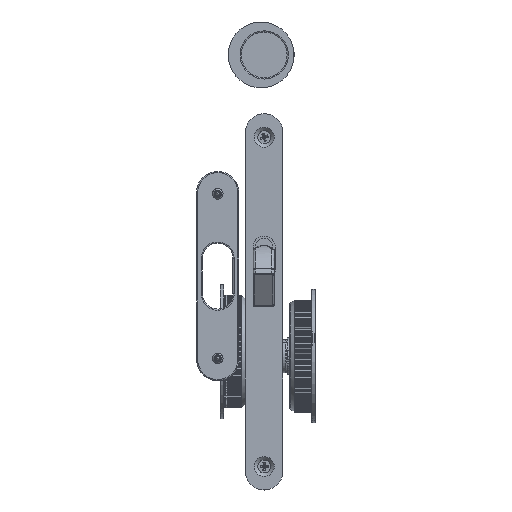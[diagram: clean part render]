
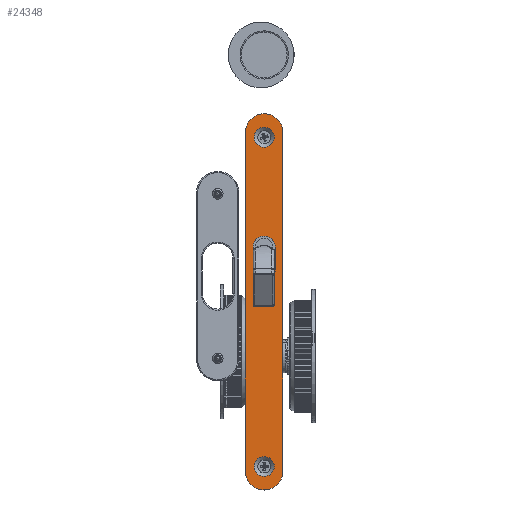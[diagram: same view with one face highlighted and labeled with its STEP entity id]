
A CAD part, top view. The second image highlights one B-rep face of the part: STEP entity #24348.
In plain terms, the highlighted face is planar.
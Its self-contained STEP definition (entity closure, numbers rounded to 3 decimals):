
#2722=FACE_BOUND('',#7269,.T.);
#2723=FACE_BOUND('',#7270,.T.);
#2724=FACE_BOUND('',#7271,.T.);
#2862=LINE('',#38880,#4067);
#2863=LINE('',#38884,#4068);
#2864=LINE('',#38892,#4069);
#2865=LINE('',#38895,#4070);
#4067=VECTOR('',#30067,10.);
#4068=VECTOR('',#30070,10.);
#4069=VECTOR('',#30077,10.);
#4070=VECTOR('',#30080,10.);
#5215=PLANE('',#26123);
#5762=FACE_OUTER_BOUND('',#7268,.T.);
#7268=EDGE_LOOP('',(#17145,#17146,#17147,#17148));
#7269=EDGE_LOOP('',(#17149));
#7270=EDGE_LOOP('',(#17150,#17151,#17152,#17153));
#7271=EDGE_LOOP('',(#17154));
#8777=CIRCLE('',#26122,4.25);
#8778=CIRCLE('',#26124,8.);
#8779=CIRCLE('',#26125,8.);
#8780=CIRCLE('',#26126,4.25);
#8781=CIRCLE('',#26127,4.75);
#8782=CIRCLE('',#26128,4.75);
#11028=VERTEX_POINT('',#38874);
#11029=VERTEX_POINT('',#38878);
#11030=VERTEX_POINT('',#38879);
#11031=VERTEX_POINT('',#38881);
#11032=VERTEX_POINT('',#38883);
#11033=VERTEX_POINT('',#38886);
#11034=VERTEX_POINT('',#38888);
#11035=VERTEX_POINT('',#38889);
#11036=VERTEX_POINT('',#38891);
#11037=VERTEX_POINT('',#38893);
#13329=EDGE_CURVE('',#11028,#11028,#8777,.T.);
#13330=EDGE_CURVE('',#11029,#11030,#2862,.T.);
#13331=EDGE_CURVE('',#11030,#11031,#8778,.T.);
#13332=EDGE_CURVE('',#11031,#11032,#2863,.T.);
#13333=EDGE_CURVE('',#11032,#11029,#8779,.T.);
#13334=EDGE_CURVE('',#11033,#11033,#8780,.T.);
#13335=EDGE_CURVE('',#11034,#11035,#8781,.T.);
#13336=EDGE_CURVE('',#11035,#11036,#2864,.T.);
#13337=EDGE_CURVE('',#11036,#11037,#8782,.T.);
#13338=EDGE_CURVE('',#11037,#11034,#2865,.T.);
#17145=ORIENTED_EDGE('',*,*,#13330,.T.);
#17146=ORIENTED_EDGE('',*,*,#13331,.T.);
#17147=ORIENTED_EDGE('',*,*,#13332,.T.);
#17148=ORIENTED_EDGE('',*,*,#13333,.T.);
#17149=ORIENTED_EDGE('',*,*,#13334,.F.);
#17150=ORIENTED_EDGE('',*,*,#13335,.T.);
#17151=ORIENTED_EDGE('',*,*,#13336,.T.);
#17152=ORIENTED_EDGE('',*,*,#13337,.T.);
#17153=ORIENTED_EDGE('',*,*,#13338,.T.);
#17154=ORIENTED_EDGE('',*,*,#13329,.F.);
#24348=ADVANCED_FACE('',(#5762,#2722,#2723,#2724),#5215,.F.);
#26122=AXIS2_PLACEMENT_3D('',#38876,#30063,#30064);
#26123=AXIS2_PLACEMENT_3D('',#38877,#30065,#30066);
#26124=AXIS2_PLACEMENT_3D('',#38882,#30068,#30069);
#26125=AXIS2_PLACEMENT_3D('',#38885,#30071,#30072);
#26126=AXIS2_PLACEMENT_3D('',#38887,#30073,#30074);
#26127=AXIS2_PLACEMENT_3D('',#38890,#30075,#30076);
#26128=AXIS2_PLACEMENT_3D('',#38894,#30078,#30079);
#30063=DIRECTION('center_axis',(0.,-1.,0.));
#30064=DIRECTION('ref_axis',(-1.,0.,0.));
#30065=DIRECTION('center_axis',(0.,1.,0.));
#30066=DIRECTION('ref_axis',(0.,0.,
1.));
#30067=DIRECTION('',(0.,0.,-1.));
#30068=DIRECTION('center_axis',(0.,-1.,0.));
#30069=DIRECTION('ref_axis',(1.,0.,0.));
#30070=DIRECTION('',(0.,0.,1.));
#30071=DIRECTION('center_axis',(0.,-1.,0.));
#30072=DIRECTION('ref_axis',(-1.,0.,0.));
#30073=DIRECTION('center_axis',(0.,-1.,0.));
#30074=DIRECTION('ref_axis',(-1.,0.,0.));
#30075=DIRECTION('center_axis',(0.,1.,0.));
#30076=DIRECTION('ref_axis',(1.,0.,0.));
#30077=DIRECTION('',(0.,0.,1.));
#30078=DIRECTION('center_axis',(0.,1.,0.));
#30079=DIRECTION('ref_axis',(-1.,0.,0.));
#30080=DIRECTION('',(0.,0.,-1.));
#38874=CARTESIAN_POINT('',(10.25,-2.,-120.));
#38876=CARTESIAN_POINT('Origin',(6.,-2.,-120.));
#38877=CARTESIAN_POINT('Origin',(6.,-2.,-50.));
#38878=CARTESIAN_POINT('',(-2.,-2.,22.));
#38879=CARTESIAN_POINT('',(-2.,-2.,-122.));
#38880=CARTESIAN_POINT('',(-2.,-2.,-122.));
#38881=CARTESIAN_POINT('',(14.,-2.,-122.));
#38882=CARTESIAN_POINT('Origin',(6.,-2.,-122.));
#38883=CARTESIAN_POINT('',(14.,-2.,22.));
#38884=CARTESIAN_POINT('',(14.,-2.,22.));
#38885=CARTESIAN_POINT('Origin',(6.,-2.,22.));
#38886=CARTESIAN_POINT('',(10.25,-2.,20.));
#38887=CARTESIAN_POINT('Origin',(6.,-2.,20.));
#38888=CARTESIAN_POINT('',(10.75,-2.,-73.25));
#38889=CARTESIAN_POINT('',(1.25,-2.,-73.25));
#38890=CARTESIAN_POINT('Origin',(6.,-2.,-73.25));
#38891=CARTESIAN_POINT('',(1.25,-2.,-63.75));
#38892=CARTESIAN_POINT('',(1.25,-2.,-61.625));
#38893=CARTESIAN_POINT('',(10.75,-2.,-63.75));
#38894=CARTESIAN_POINT('Origin',(6.,-2.,-63.75));
#38895=CARTESIAN_POINT('',(10.75,-2.,-56.875));
